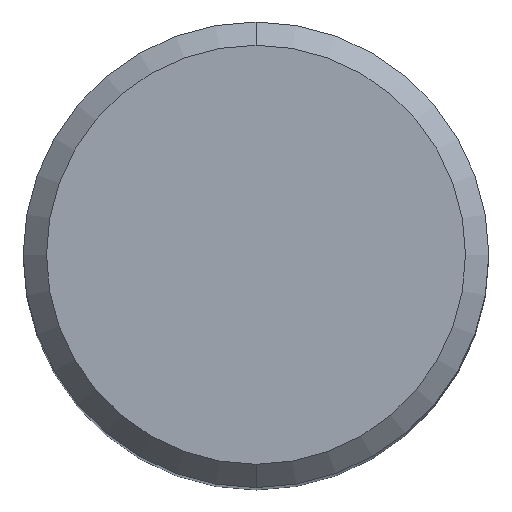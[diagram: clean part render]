
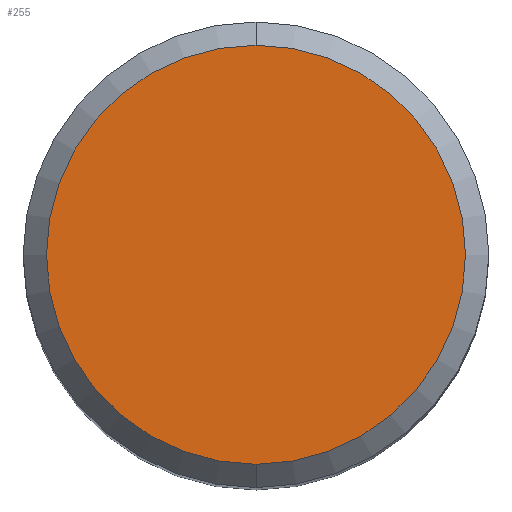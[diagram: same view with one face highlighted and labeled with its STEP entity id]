
A CAD part, top view. The second image highlights one B-rep face of the part: STEP entity #255.
In plain terms, the highlighted planar face has unit normal (0, 0, 1).
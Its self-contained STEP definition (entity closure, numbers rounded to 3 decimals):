
#205=VERTEX_POINT('',#516);
#255=ADVANCED_FACE('',(#571),#572,.T.);
#273=EDGE_CURVE('',#205,#323,#592,.T.);
#323=VERTEX_POINT('',#647);
#431=EDGE_CURVE('',#323,#205,#765,.T.);
#516=CARTESIAN_POINT('',(0.0,7.2,0.0));
#571=FACE_OUTER_BOUND('',#1003,.T.);
#572=PLANE('',#1004);
#592=CIRCLE('',#1036,7.2);
#647=CARTESIAN_POINT('',(0.,-7.2,0.0));
#765=CIRCLE('',#1432,7.2);
#1003=EDGE_LOOP('',(#1613,#1614));
#1004=AXIS2_PLACEMENT_3D('',#1615,#1616,#1617);
#1036=AXIS2_PLACEMENT_3D('',#1644,#1645,#1646);
#1432=AXIS2_PLACEMENT_3D('',#1834,#1835,#1836);
#1613=ORIENTED_EDGE('',*,*,#273,.F.);
#1614=ORIENTED_EDGE('',*,*,#431,.F.);
#1615=CARTESIAN_POINT('',(0.0,3.6,0.0));
#1616=DIRECTION('',(-0.0,0.0,1.0));
#1617=DIRECTION('',(0.0,-1.0,0.0));
#1644=CARTESIAN_POINT('',(0.0,0.0,0.0));
#1645=DIRECTION('',(0.0,0.0,-1.0));
#1646=DIRECTION('',(0.0,1.0,0.0));
#1834=CARTESIAN_POINT('',(0.0,0.0,0.0));
#1835=DIRECTION('',(0.0,0.0,-1.0));
#1836=DIRECTION('',(0.0,1.0,0.0));
